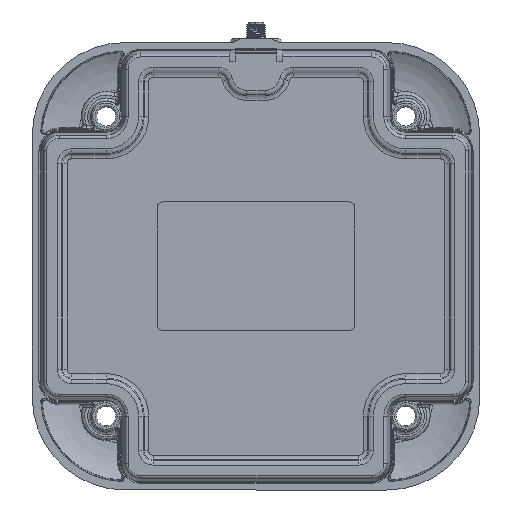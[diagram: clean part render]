
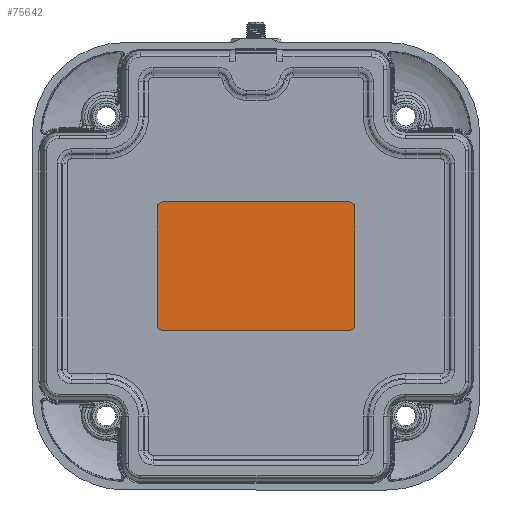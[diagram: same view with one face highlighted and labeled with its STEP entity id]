
A CAD part, front view. The second image highlights one B-rep face of the part: STEP entity #75642.
In plain terms, the highlighted planar face has unit normal (0, -1, 0).
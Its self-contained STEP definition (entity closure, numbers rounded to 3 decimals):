
#13 = EDGE_CURVE ( 'NONE', #67080, #76607, #47945, .T. ) ;
#2395 = CARTESIAN_POINT ( 'NONE',  ( -31., -2.72, 19.5 ) ) ;
#2921 = LINE ( 'NONE', #43500, #26971 ) ;
#3107 = VECTOR ( 'NONE', #60001, 1000. ) ;
#4249 = DIRECTION ( 'NONE',  ( -1., 0., 0. ) ) ;
#4468 = CARTESIAN_POINT ( 'NONE',  ( 31., -2.72, 19.5 ) ) ;
#7620 = DIRECTION ( 'NONE',  ( -1., 0., 0. ) ) ;
#8673 = DIRECTION ( 'NONE',  ( 1., 0., 0. ) ) ;
#14508 = LINE ( 'NONE', #43802, #69963 ) ;
#17740 = CARTESIAN_POINT ( 'NONE',  ( 31., -2.72, -21.5 ) ) ;
#18003 = EDGE_CURVE ( 'NONE', #24310, #42299, #14508, .T. ) ;
#18673 = LINE ( 'NONE', #31590, #3107 ) ;
#19476 = DIRECTION ( 'NONE',  ( 0., -1., 0. ) ) ;
#21288 = EDGE_CURVE ( 'NONE', #26483, #27514, #58149, .T. ) ;
#22393 = CARTESIAN_POINT ( 'NONE',  ( 33., -2.72, 19.5 ) ) ;
#23298 = EDGE_LOOP ( 'NONE', ( #71175, #69121, #44090, #45347, #64021, #47325, #62332, #24945 ) ) ;
#24310 = VERTEX_POINT ( 'NONE', #42305 ) ;
#24945 = ORIENTED_EDGE ( 'NONE', *, *, #49263, .T. ) ;
#26191 = DIRECTION ( 'NONE',  ( 1., 0., 0. ) ) ;
#26483 = VERTEX_POINT ( 'NONE', #34395 ) ;
#26591 = CARTESIAN_POINT ( 'NONE',  ( 33., -2.72, -19.5 ) ) ;
#26706 = FACE_OUTER_BOUND ( 'NONE', #23298, .T. ) ;
#26971 = VECTOR ( 'NONE', #7620, 1000. ) ;
#27514 = VERTEX_POINT ( 'NONE', #48877 ) ;
#27843 = DIRECTION ( 'NONE',  ( -1., 0., 0. ) ) ;
#28412 = EDGE_CURVE ( 'NONE', #76607, #45935, #2921, .T. ) ;
#30857 = CIRCLE ( 'NONE', #60691, 2. ) ;
#31590 = CARTESIAN_POINT ( 'NONE',  ( 33., -2.72, 19.5 ) ) ;
#34002 = CARTESIAN_POINT ( 'NONE',  ( 31., -2.72, 21.5 ) ) ;
#34395 = CARTESIAN_POINT ( 'NONE',  ( -33., -2.72, 19.5 ) ) ;
#38562 = CARTESIAN_POINT ( 'NONE',  ( 31., -2.72, 19.5 ) ) ;
#38658 = EDGE_CURVE ( 'NONE', #42299, #43840, #30857, .T. ) ;
#40233 = VECTOR ( 'NONE', #55935, 1000. ) ;
#42299 = VERTEX_POINT ( 'NONE', #17740 ) ;
#42305 = CARTESIAN_POINT ( 'NONE',  ( -31., -2.72, -21.5 ) ) ;
#43500 = CARTESIAN_POINT ( 'NONE',  ( -31., -2.72, 21.5 ) ) ;
#43515 = CARTESIAN_POINT ( 'NONE',  ( 31., -2.72, -19.5 ) ) ;
#43802 = CARTESIAN_POINT ( 'NONE',  ( -31., -2.72, -21.5 ) ) ;
#43840 = VERTEX_POINT ( 'NONE', #26591 ) ;
#44090 = ORIENTED_EDGE ( 'NONE', *, *, #46064, .T. ) ;
#45347 = ORIENTED_EDGE ( 'NONE', *, *, #21288, .T. ) ;
#45935 = VERTEX_POINT ( 'NONE', #54282 ) ;
#46064 = EDGE_CURVE ( 'NONE', #45935, #26483, #72926, .T. ) ;
#47325 = ORIENTED_EDGE ( 'NONE', *, *, #18003, .T. ) ;
#47945 = CIRCLE ( 'NONE', #60366, 2. ) ;
#48877 = CARTESIAN_POINT ( 'NONE',  ( -33., -2.72, -19.5 ) ) ;
#49263 = EDGE_CURVE ( 'NONE', #43840, #67080, #18673, .T. ) ;
#50533 = AXIS2_PLACEMENT_3D ( 'NONE', #2395, #67894, #26191 ) ;
#54282 = CARTESIAN_POINT ( 'NONE',  ( -31., -2.72, 21.5 ) ) ;
#55935 = DIRECTION ( 'NONE',  ( 0., 0., -1. ) ) ;
#57506 = PLANE ( 'NONE',  #63503 ) ;
#58149 = LINE ( 'NONE', #70243, #40233 ) ;
#60001 = DIRECTION ( 'NONE',  ( 0., 0., 1. ) ) ;
#60366 = AXIS2_PLACEMENT_3D ( 'NONE', #38562, #62349, #4249 ) ;
#60691 = AXIS2_PLACEMENT_3D ( 'NONE', #43515, #66112, #61041 ) ;
#60829 = DIRECTION ( 'NONE',  ( 1., 0., 0. ) ) ;
#61041 = DIRECTION ( 'NONE',  ( 1., 0., 0. ) ) ;
#61227 = CARTESIAN_POINT ( 'NONE',  ( -31., -2.72, -19.5 ) ) ;
#62332 = ORIENTED_EDGE ( 'NONE', *, *, #38658, .T. ) ;
#62349 = DIRECTION ( 'NONE',  ( 0., -1., 0. ) ) ;
#63503 = AXIS2_PLACEMENT_3D ( 'NONE', #4468, #75744, #27843 ) ;
#64021 = ORIENTED_EDGE ( 'NONE', *, *, #66826, .T. ) ;
#66112 = DIRECTION ( 'NONE',  ( 0., -1., 0. ) ) ;
#66826 = EDGE_CURVE ( 'NONE', #27514, #24310, #75021, .T. ) ;
#67080 = VERTEX_POINT ( 'NONE', #22393 ) ;
#67894 = DIRECTION ( 'NONE',  ( 0., -1., 0. ) ) ;
#69121 = ORIENTED_EDGE ( 'NONE', *, *, #28412, .T. ) ;
#69963 = VECTOR ( 'NONE', #8673, 1000. ) ;
#70106 = AXIS2_PLACEMENT_3D ( 'NONE', #61227, #19476, #60829 ) ;
#70243 = CARTESIAN_POINT ( 'NONE',  ( -33., -2.72, 19.5 ) ) ;
#71175 = ORIENTED_EDGE ( 'NONE', *, *, #13, .T. ) ;
#72926 = CIRCLE ( 'NONE', #50533, 2. ) ;
#75021 = CIRCLE ( 'NONE', #70106, 2. ) ;
#75642 = ADVANCED_FACE ( 'NONE', ( #26706 ), #57506, .F. ) ;
#75744 = DIRECTION ( 'NONE',  ( 0., 1., 0. ) ) ;
#76607 = VERTEX_POINT ( 'NONE', #34002 ) ;
